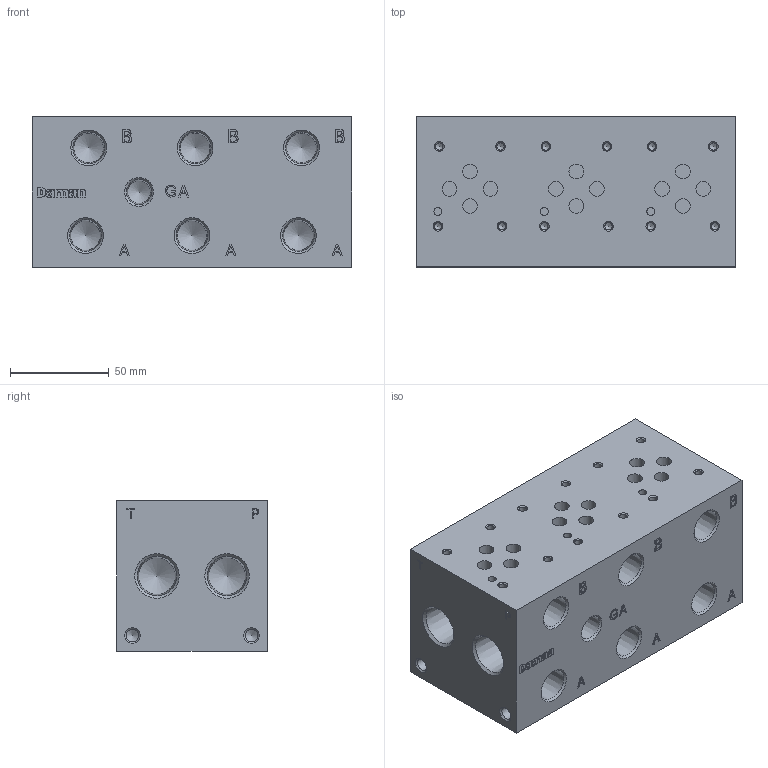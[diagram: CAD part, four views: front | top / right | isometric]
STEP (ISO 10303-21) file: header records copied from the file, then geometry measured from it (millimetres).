
FILE_DESCRIPTION( ( 'STEP AP214' ), ' ' );
FILE_NAME( 'AD03S032P.stp', '2018-07-08T22:08:28', ( '' ), ( '' ), ' ', 'PARTsolutions', ' ' );
FILE_SCHEMA( ( 'AUTOMOTIVE_DESIGN { 1 0 10303 214 1 1 1 1 }' ) );
Length unit declared in the file: inch
Products named in the file (1): _AD03S032P
Bounding box: 161.93 x 76.2 x 76.2 mm (x, y, z)
Volume: 875260.4 mm3; surface area: 78764.7 mm2
Topology: 1 solids, 1 shells, 390 faces, 975 edges, 634 vertices
Faces by surface type: plane 235, cylinder 90, cone 65
Full cylindrical faces by diameter (mm): 3.68 x12, 4.013 x3, 6.411 x4, 7.493 x12
Entity records: 14011 total; most frequent: CARTESIAN_POINT 1865, DIRECTION 1857, ORIENTED_EDGE 1692, EDGE_CURVE 846, VERTEX_POINT 628, AXIS2_PLACEMENT_3D 620, LINE 617, VECTOR 617
